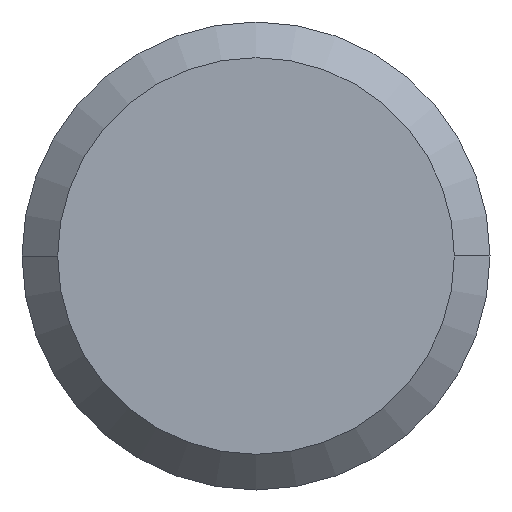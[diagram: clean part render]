
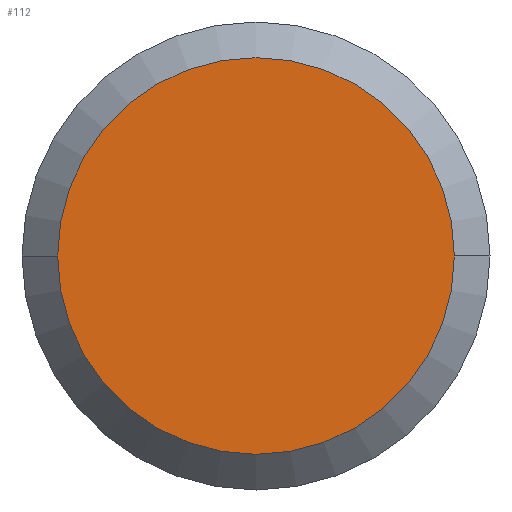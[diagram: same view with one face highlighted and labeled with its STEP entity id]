
A CAD part, left-side view. The second image highlights one B-rep face of the part: STEP entity #112.
In plain terms, the highlighted planar face has unit normal (-1, 0, 0).
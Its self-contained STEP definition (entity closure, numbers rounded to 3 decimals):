
#43 = DIRECTION ( 'NONE',  ( 1., 0., 0. ) ) ;
#52 = ORIENTED_EDGE ( 'NONE', *, *, #390, .F. ) ;
#70 = DIRECTION ( 'NONE',  ( 1., 0., 0. ) ) ;
#71 = CARTESIAN_POINT ( 'NONE',  ( 0., 0., 0. ) ) ;
#72 = AXIS2_PLACEMENT_3D ( 'NONE', #106, #43, #367 ) ;
#81 = ORIENTED_EDGE ( 'NONE', *, *, #386, .F. ) ;
#106 = CARTESIAN_POINT ( 'NONE',  ( 0., 0., 0. ) ) ;
#112 = ADVANCED_FACE ( 'NONE', ( #150 ), #382, .T. ) ;
#131 = EDGE_LOOP ( 'NONE', ( #81, #52 ) ) ;
#134 = AXIS2_PLACEMENT_3D ( 'NONE', #347, #377, #154 ) ;
#135 = DIRECTION ( 'NONE',  ( 0., 1., 0. ) ) ;
#142 = CIRCLE ( 'NONE', #72, 4.238 ) ;
#150 = FACE_OUTER_BOUND ( 'NONE', #131, .T. ) ;
#154 = DIRECTION ( 'NONE',  ( 0., -1., 0. ) ) ;
#236 = CIRCLE ( 'NONE', #294, 4.238 ) ;
#248 = VERTEX_POINT ( 'NONE', #265 ) ;
#265 = CARTESIAN_POINT ( 'NONE',  ( 0., -4.238, 0. ) ) ;
#279 = VERTEX_POINT ( 'NONE', #389 ) ;
#294 = AXIS2_PLACEMENT_3D ( 'NONE', #71, #70, #135 ) ;
#347 = CARTESIAN_POINT ( 'NONE',  ( 0., 0., 0. ) ) ;
#367 = DIRECTION ( 'NONE',  ( 0., 1., 0. ) ) ;
#377 = DIRECTION ( 'NONE',  ( -1., 0., 0. ) ) ;
#382 = PLANE ( 'NONE',  #134 ) ;
#386 = EDGE_CURVE ( 'NONE', #279, #248, #236, .T. ) ;
#389 = CARTESIAN_POINT ( 'NONE',  ( 0., 4.238, 0. ) ) ;
#390 = EDGE_CURVE ( 'NONE', #248, #279, #142, .T. ) ;
